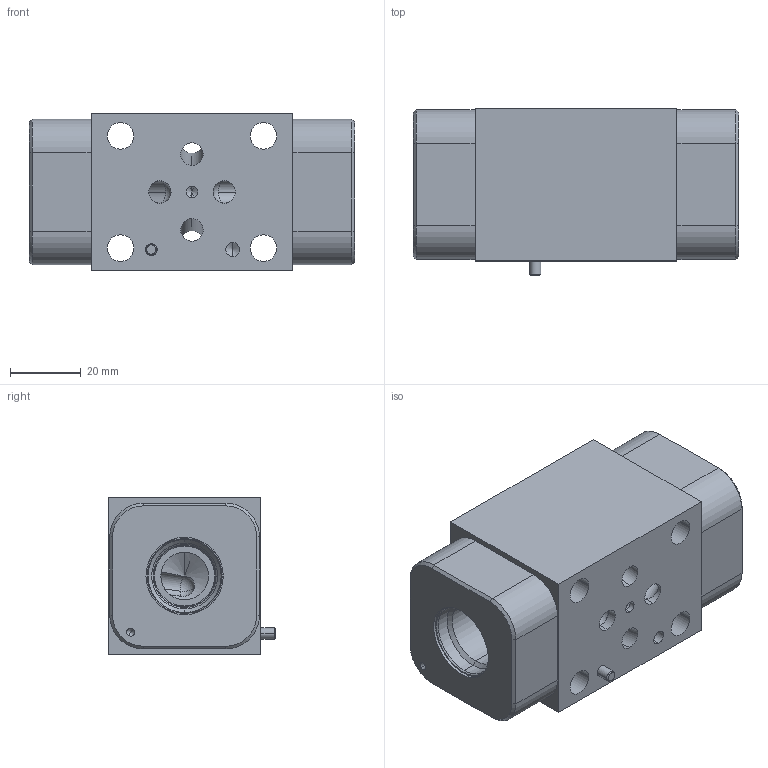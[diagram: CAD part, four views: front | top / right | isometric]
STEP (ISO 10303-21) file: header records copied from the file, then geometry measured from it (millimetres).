
FILE_DESCRIPTION((''),'2;1');
FILE_NAME('GBY_ASM','2019-07-22T',('ProEService'),(''),'PRO/ENGINEER BY PARAMETRIC TECHNOLOGY CORPORATION, 2014200','PRO/ENGINEER BY PARAMETRIC TECHNOLOGY CORPORATION, 2014200','');
FILE_SCHEMA(('CONFIG_CONTROL_DESIGN'));
Length unit declared in the file: inch
Products named in the file (5): 150-295; 811-001-006; 500-001-012; 700-002; GBY_ASM
Assembly tree (4 placements, depth 2):
  GBY_ASM
    150-295
    811-001-006
    500-001-012
    700-002
Bounding box: 92.08 x 47.35 x 44.45 mm (x, y, z)
Volume: 133161.3 mm3; surface area: 30599.4 mm2
Topology: 2 solids, 2 shells, 173 faces, 730 edges, 708 vertices
Faces by surface type: cylinder 70, cone 46, plane 42, sphere 11, torus 4
Entity records: 8263 total; most frequent: CARTESIAN_POINT 2483, DIRECTION 1209, ORIENTED_EDGE 816, VECTOR 489, LINE 489, EDGE_CURVE 408, AXIS2_PLACEMENT_3D 360, TRIMMED_CURVE 300
